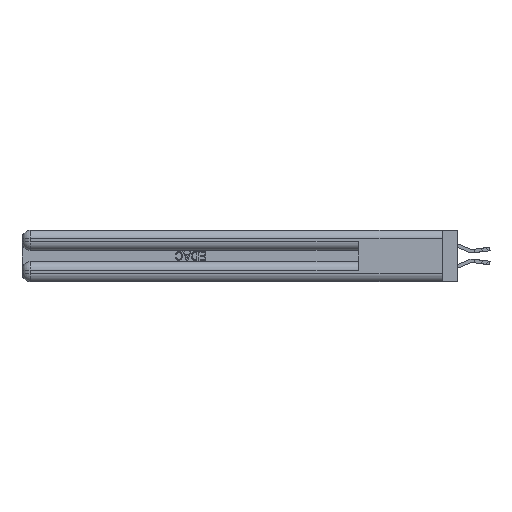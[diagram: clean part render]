
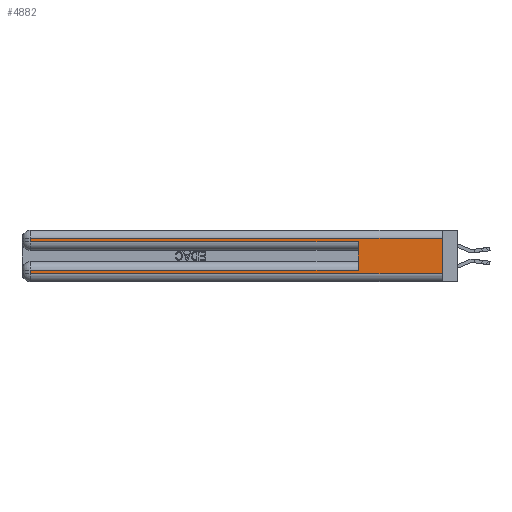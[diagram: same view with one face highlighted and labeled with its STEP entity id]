
A CAD part, left-side view. The second image highlights one B-rep face of the part: STEP entity #4882.
In plain terms, the highlighted planar face has unit normal (-1, 0, 0).
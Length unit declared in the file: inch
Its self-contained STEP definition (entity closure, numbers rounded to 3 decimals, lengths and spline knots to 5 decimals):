
#571 = DIRECTION ( 'NONE',  ( 0., 0., 1. ) ) ;
#941 = VECTOR ( 'NONE', #28843, 39.37008 ) ;
#1448 = AXIS2_PLACEMENT_3D ( 'NONE', #15211, #35720, #18147 ) ;
#2028 = CARTESIAN_POINT ( 'NONE',  ( 0., 2.94, 0.37 ) ) ;
#2491 = CARTESIAN_POINT ( 'NONE',  ( 0., 0., 0.37 ) ) ;
#2757 = CARTESIAN_POINT ( 'NONE',  ( 0., 2.94, 0.31 ) ) ;
#3042 = EDGE_CURVE ( 'NONE', #18582, #18375, #4420, .T. ) ;
#3965 = VECTOR ( 'NONE', #17687, 39.37008 ) ;
#3969 = EDGE_CURVE ( 'NONE', #18375, #11403, #12148, .T. ) ;
#4420 = LINE ( 'NONE', #6491, #32780 ) ;
#4882 = ADVANCED_FACE ( 'NONE', ( #9330 ), #29790, .F. ) ;
#5007 = DIRECTION ( 'NONE',  ( 0., 0., -1. ) ) ;
#6491 = CARTESIAN_POINT ( 'NONE',  ( 0., 0., 0.085 ) ) ;
#6792 = VERTEX_POINT ( 'NONE', #9503 ) ;
#7131 = LINE ( 'NONE', #29181, #19890 ) ;
#7213 = ORIENTED_EDGE ( 'NONE', *, *, #17014, .T. ) ;
#8716 = ORIENTED_EDGE ( 'NONE', *, *, #33377, .T. ) ;
#8784 = LINE ( 'NONE', #2491, #941 ) ;
#9330 = FACE_OUTER_BOUND ( 'NONE', #32757, .T. ) ;
#9503 = CARTESIAN_POINT ( 'NONE',  ( 0., 0.6, 0.285 ) ) ;
#9537 = DIRECTION ( 'NONE',  ( 0., -1., 0. ) ) ;
#9590 = ORIENTED_EDGE ( 'NONE', *, *, #31350, .F. ) ;
#10474 = EDGE_CURVE ( 'NONE', #11403, #36677, #25448, .T. ) ;
#11403 = VERTEX_POINT ( 'NONE', #19411 ) ;
#12148 = LINE ( 'NONE', #2028, #24919 ) ;
#12368 = LINE ( 'NONE', #32458, #26958 ) ;
#12721 = CARTESIAN_POINT ( 'NONE',  ( 0., 0., 0.31 ) ) ;
#14247 = CARTESIAN_POINT ( 'NONE',  ( 0., 0., 0.31 ) ) ;
#14816 = ORIENTED_EDGE ( 'NONE', *, *, #26129, .T. ) ;
#15058 = VERTEX_POINT ( 'NONE', #12721 ) ;
#15211 = CARTESIAN_POINT ( 'NONE',  ( 0., 0., 0.37 ) ) ;
#15322 = VERTEX_POINT ( 'NONE', #19696 ) ;
#17014 = EDGE_CURVE ( 'NONE', #25366, #15322, #12368, .T. ) ;
#17396 = LINE ( 'NONE', #29943, #32030 ) ;
#17687 = DIRECTION ( 'NONE',  ( 0., -1., 0. ) ) ;
#18147 = DIRECTION ( 'NONE',  ( 0., 0., -1. ) ) ;
#18375 = VERTEX_POINT ( 'NONE', #20825 ) ;
#18582 = VERTEX_POINT ( 'NONE', #24905 ) ;
#19096 = LINE ( 'NONE', #14247, #34709 ) ;
#19411 = CARTESIAN_POINT ( 'NONE',  ( 0., 2.94, 0.06 ) ) ;
#19696 = CARTESIAN_POINT ( 'NONE',  ( 0., 2.94, 0.285 ) ) ;
#19890 = VECTOR ( 'NONE', #571, 39.37008 ) ;
#19894 = ORIENTED_EDGE ( 'NONE', *, *, #3969, .T. ) ;
#20825 = CARTESIAN_POINT ( 'NONE',  ( 0., 2.94, 0.085 ) ) ;
#22140 = ORIENTED_EDGE ( 'NONE', *, *, #3042, .T. ) ;
#22269 = EDGE_CURVE ( 'NONE', #18582, #6792, #7131, .T. ) ;
#24157 = ORIENTED_EDGE ( 'NONE', *, *, #10474, .T. ) ;
#24777 = ORIENTED_EDGE ( 'NONE', *, *, #22269, .F. ) ;
#24905 = CARTESIAN_POINT ( 'NONE',  ( 0., 0.6, 0.085 ) ) ;
#24919 = VECTOR ( 'NONE', #5007, 39.37008 ) ;
#25366 = VERTEX_POINT ( 'NONE', #2757 ) ;
#25448 = LINE ( 'NONE', #32273, #3965 ) ;
#25890 = DIRECTION ( 'NONE',  ( 0., 1., 0. ) ) ;
#26129 = EDGE_CURVE ( 'NONE', #15322, #6792, #17396, .T. ) ;
#26958 = VECTOR ( 'NONE', #35427, 39.37008 ) ;
#27167 = CARTESIAN_POINT ( 'NONE',  ( 0., 0., 0.06 ) ) ;
#28843 = DIRECTION ( 'NONE',  ( 0., 0., -1. ) ) ;
#29181 = CARTESIAN_POINT ( 'NONE',  ( 0., 0.6, 0.145 ) ) ;
#29790 = PLANE ( 'NONE',  #1448 ) ;
#29864 = DIRECTION ( 'NONE',  ( 0., 1., 0. ) ) ;
#29943 = CARTESIAN_POINT ( 'NONE',  ( 0., 0., 0.285 ) ) ;
#31350 = EDGE_CURVE ( 'NONE', #15058, #36677, #8784, .T. ) ;
#32030 = VECTOR ( 'NONE', #9537, 39.37008 ) ;
#32273 = CARTESIAN_POINT ( 'NONE',  ( 0., 0., 0.06 ) ) ;
#32458 = CARTESIAN_POINT ( 'NONE',  ( 0., 2.94, 0.37 ) ) ;
#32757 = EDGE_LOOP ( 'NONE', ( #9590, #8716, #7213, #14816, #24777, #22140, #19894, #24157 ) ) ;
#32780 = VECTOR ( 'NONE', #29864, 39.37008 ) ;
#33377 = EDGE_CURVE ( 'NONE', #15058, #25366, #19096, .T. ) ;
#34709 = VECTOR ( 'NONE', #25890, 39.37008 ) ;
#35427 = DIRECTION ( 'NONE',  ( 0., 0., -1. ) ) ;
#35720 = DIRECTION ( 'NONE',  ( 1., 0., 0. ) ) ;
#36677 = VERTEX_POINT ( 'NONE', #27167 ) ;
